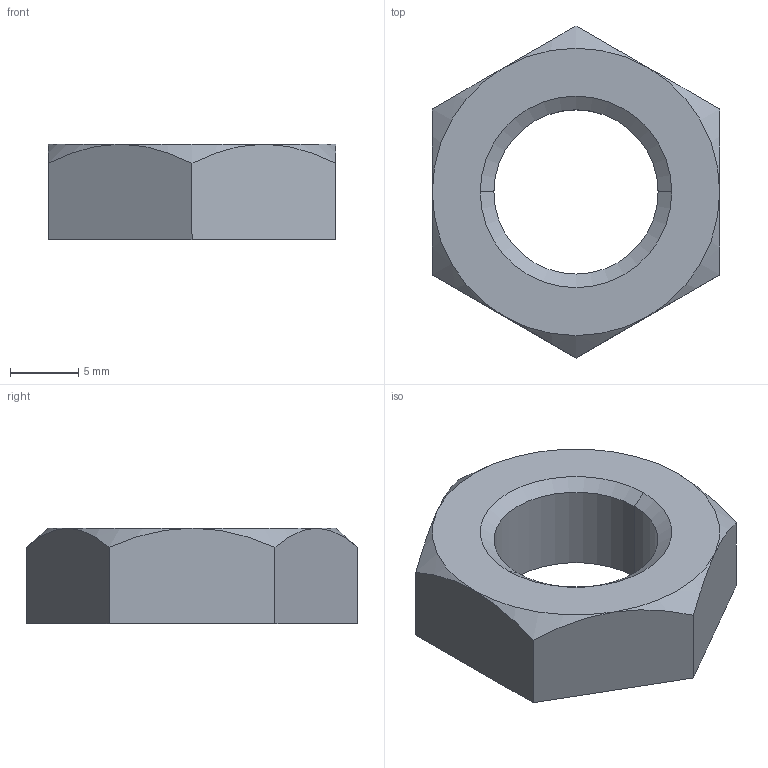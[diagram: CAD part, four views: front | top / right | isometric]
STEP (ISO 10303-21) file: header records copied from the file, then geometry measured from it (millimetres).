
FILE_DESCRIPTION (( 'STEP AP214' ), '1' );
FILE_NAME ('4din439bm14e.STEP', '2014-08-13T08:04:52', ( '' ), ( '' ), 'SwSTEP 2.0', 'SolidWorks 2014', '' );
FILE_SCHEMA (( 'AUTOMOTIVE_DESIGN' ));
Length unit declared in the file: millimetre
Products named in the file (1): 4din439bm14e
Bounding box: 21 x 24.25 x 7 mm (x, y, z)
Volume: 1852.8 mm3; surface area: 1269.8 mm2
Topology: 1 solids, 1 shells, 18 faces, 40 edges, 24 vertices
Faces by surface type: cone 8, plane 8, cylinder 2
Entity records: 620 total; most frequent: CARTESIAN_POINT 175, ORIENTED_EDGE 80, DIRECTION 78, EDGE_CURVE 40, AXIS2_PLACEMENT_3D 31, VERTEX_POINT 24, EDGE_LOOP 20, ADVANCED_FACE 18
